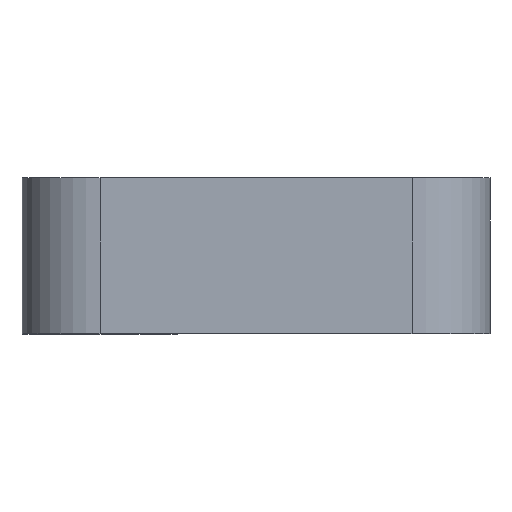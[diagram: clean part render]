
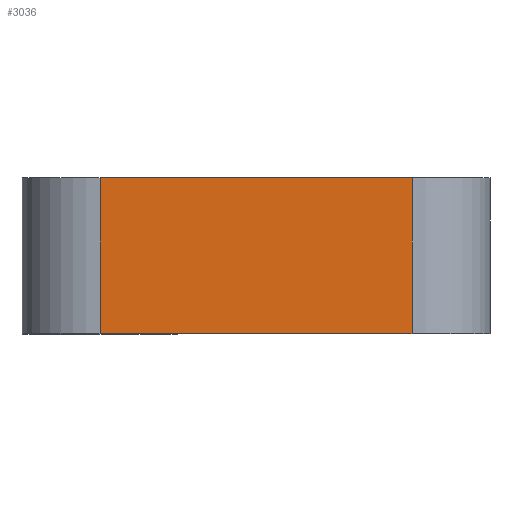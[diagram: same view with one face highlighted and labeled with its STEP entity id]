
A CAD part, top view. The second image highlights one B-rep face of the part: STEP entity #3036.
In plain terms, the highlighted planar face has unit normal (0, 0, 1).
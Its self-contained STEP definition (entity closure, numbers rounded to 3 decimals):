
#346=FACE_OUTER_BOUND('',#499,.T.);
#499=EDGE_LOOP('',(#2450,#2451,#2452,#2453));
#788=LINE('',#4963,#1104);
#797=LINE('',#4984,#1113);
#798=LINE('',#4985,#1114);
#799=LINE('',#4986,#1115);
#1104=VECTOR('',#4013,10.);
#1113=VECTOR('',#4034,10.);
#1114=VECTOR('',#4035,10.);
#1115=VECTOR('',#4036,10.);
#1420=VERTEX_POINT('',#4961);
#1421=VERTEX_POINT('',#4962);
#1426=VERTEX_POINT('',#4982);
#1427=VERTEX_POINT('',#4983);
#1811=EDGE_CURVE('',#1420,#1421,#788,.T.);
#1823=EDGE_CURVE('',#1426,#1427,#797,.T.);
#1824=EDGE_CURVE('',#1421,#1426,#798,.T.);
#1825=EDGE_CURVE('',#1420,#1427,#799,.T.);
#2450=ORIENTED_EDGE('',*,*,#1823,.F.);
#2451=ORIENTED_EDGE('',*,*,#1824,.F.);
#2452=ORIENTED_EDGE('',*,*,#1811,.F.);
#2453=ORIENTED_EDGE('',*,*,#1825,.T.);
#2901=PLANE('',#3302);
#3036=ADVANCED_FACE('',(#346),#2901,.T.);
#3302=AXIS2_PLACEMENT_3D('',#4981,#4032,#4033);
#4013=DIRECTION('',(-1.,0.,0.));
#4032=DIRECTION('center_axis',(0.,0.,
1.));
#4033=DIRECTION('ref_axis',(1.,0.,0.));
#4034=DIRECTION('',(1.,0.,0.));
#4035=DIRECTION('',(0.,1.,0.));
#4036=DIRECTION('',(0.,1.,0.));
#4961=CARTESIAN_POINT('',(18.806,1.028,4.364));
#4962=CARTESIAN_POINT('',(-1.194,1.028,4.364));
#4963=CARTESIAN_POINT('',(13.806,1.028,4.364));
#4981=CARTESIAN_POINT('Origin',(-1.194,6.028,4.364));
#4982=CARTESIAN_POINT('',(-1.194,11.028,4.364));
#4983=CARTESIAN_POINT('',(18.806,11.028,4.364));
#4984=CARTESIAN_POINT('',(-1.194,11.028,4.364));
#4985=CARTESIAN_POINT('',(-1.194,6.028,4.364));
#4986=CARTESIAN_POINT('',(18.806,6.028,4.364));
